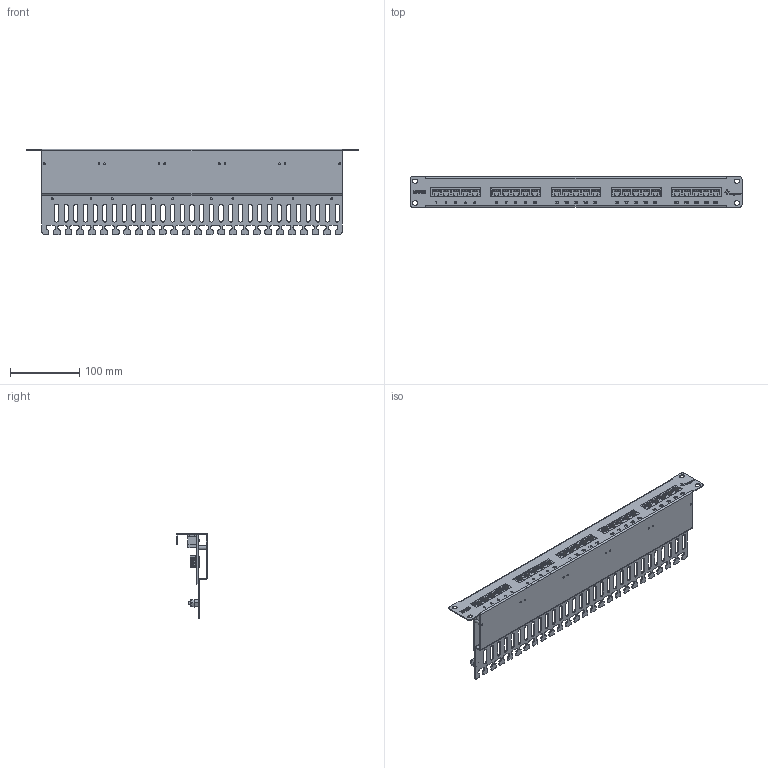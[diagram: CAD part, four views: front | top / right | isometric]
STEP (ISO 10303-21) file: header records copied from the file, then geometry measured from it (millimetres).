
FILE_DESCRIPTION (( 'STEP AP214' ), '1' );
FILE_NAME ('j02023L0014H50.STEP', '2010-03-18T14:05:33', ( 'ew_administrator' ), ( '' ), 'SwSTEP 2.0', 'SolidWorks 2010', '' );
FILE_SCHEMA (( 'AUTOMOTIVE_DESIGN' ));
Length unit declared in the file: millimetre
Products named in the file (1): j02023L0014H50
Bounding box: 480 x 44.2 x 123.05 mm (x, y, z)
Volume: 268404.3 mm3; surface area: 265139.9 mm2
Topology: 4 solids, 4 shells, 9257 faces, 26481 edges, 17620 vertices
Faces by surface type: plane 7539, cylinder 1309, bspline 377, cone 32
Entity records: 432879 total; most frequent: CARTESIAN_POINT 88294, ORIENTED_EDGE 52962, DIRECTION 46091, EDGE_CURVE 26481, VECTOR 23029, LINE 23029, VERTEX_POINT 17620, AXIS2_PLACEMENT_3D 11531
